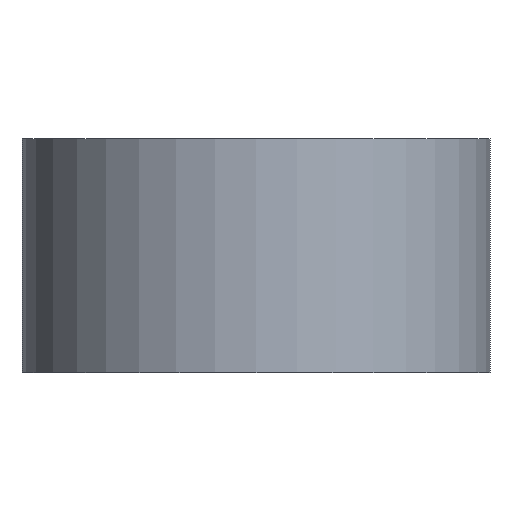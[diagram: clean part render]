
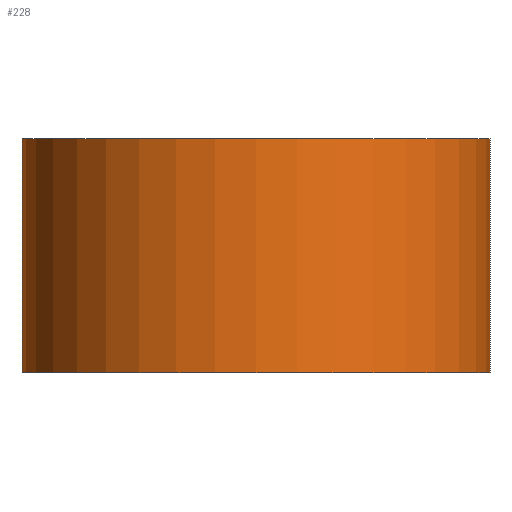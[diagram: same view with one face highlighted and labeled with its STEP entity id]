
A CAD part, front view. The second image highlights one B-rep face of the part: STEP entity #228.
In plain terms, the highlighted cylindrical face has radius 5 mm (diameter 10 mm), a partial arc.
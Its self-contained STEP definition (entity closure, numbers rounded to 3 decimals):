
#23 = CARTESIAN_POINT ( 'NONE',  ( -5., -25., -2.5 ) ) ;
#35 = CIRCLE ( 'NONE', #269, 5. ) ;
#56 = CYLINDRICAL_SURFACE ( 'NONE', #63, 5. ) ;
#63 = AXIS2_PLACEMENT_3D ( 'NONE', #201, #166, #83 ) ;
#83 = DIRECTION ( 'NONE',  ( -1., 0., 0. ) ) ;
#91 = CIRCLE ( 'NONE', #279, 5. ) ;
#94 = EDGE_CURVE ( 'NONE', #148, #270, #91, .T. ) ;
#101 = VERTEX_POINT ( 'NONE', #312 ) ;
#103 = EDGE_CURVE ( 'NONE', #101, #148, #309, .T. ) ;
#104 = VECTOR ( 'NONE', #121, 1000. ) ;
#117 = LINE ( 'NONE', #231, #172 ) ;
#121 = DIRECTION ( 'NONE',  ( 0., 0., -1. ) ) ;
#136 = EDGE_LOOP ( 'NONE', ( #303, #182, #343, #220 ) ) ;
#148 = VERTEX_POINT ( 'NONE', #23 ) ;
#166 = DIRECTION ( 'NONE',  ( 0., 0., -1. ) ) ;
#167 = DIRECTION ( 'NONE',  ( 1., 0., 0. ) ) ;
#171 = DIRECTION ( 'NONE',  ( 0., 0., 1. ) ) ;
#172 = VECTOR ( 'NONE', #256, 1000. ) ;
#182 = ORIENTED_EDGE ( 'NONE', *, *, #301, .F. ) ;
#189 = EDGE_CURVE ( 'NONE', #101, #317, #35, .T. ) ;
#190 = CARTESIAN_POINT ( 'NONE',  ( 5., -25., -2.5 ) ) ;
#201 = CARTESIAN_POINT ( 'NONE',  ( 0., -25., 2.5 ) ) ;
#220 = ORIENTED_EDGE ( 'NONE', *, *, #103, .T. ) ;
#225 = CARTESIAN_POINT ( 'NONE',  ( 0., -25., 2.5 ) ) ;
#228 = ADVANCED_FACE ( 'NONE', ( #334 ), #56, .T. ) ;
#231 = CARTESIAN_POINT ( 'NONE',  ( 5., -25., 2.5 ) ) ;
#256 = DIRECTION ( 'NONE',  ( 0., 0., -1. ) ) ;
#269 = AXIS2_PLACEMENT_3D ( 'NONE', #225, #300, #325 ) ;
#270 = VERTEX_POINT ( 'NONE', #190 ) ;
#279 = AXIS2_PLACEMENT_3D ( 'NONE', #291, #171, #167 ) ;
#291 = CARTESIAN_POINT ( 'NONE',  ( 0., -25., -2.5 ) ) ;
#300 = DIRECTION ( 'NONE',  ( 0., 0., 1. ) ) ;
#301 = EDGE_CURVE ( 'NONE', #317, #270, #117, .T. ) ;
#303 = ORIENTED_EDGE ( 'NONE', *, *, #94, .T. ) ;
#305 = CARTESIAN_POINT ( 'NONE',  ( 5., -25., 2.5 ) ) ;
#309 = LINE ( 'NONE', #342, #104 ) ;
#312 = CARTESIAN_POINT ( 'NONE',  ( -5., -25., 2.5 ) ) ;
#317 = VERTEX_POINT ( 'NONE', #305 ) ;
#325 = DIRECTION ( 'NONE',  ( 1., 0., 0. ) ) ;
#334 = FACE_OUTER_BOUND ( 'NONE', #136, .T. ) ;
#342 = CARTESIAN_POINT ( 'NONE',  ( -5., -25., 2.5 ) ) ;
#343 = ORIENTED_EDGE ( 'NONE', *, *, #189, .F. ) ;
